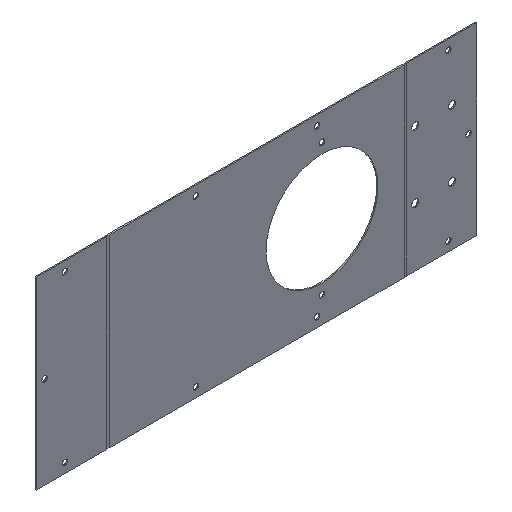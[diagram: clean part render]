
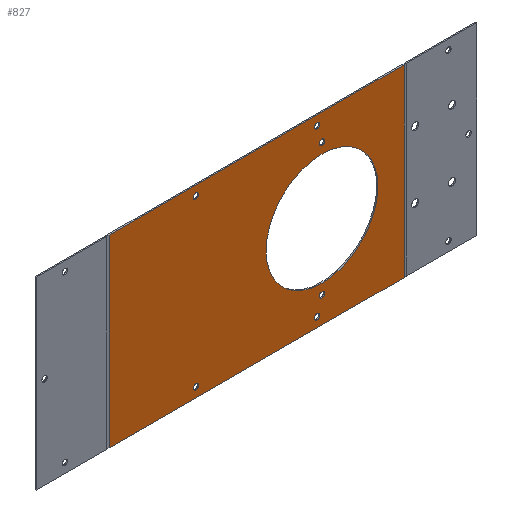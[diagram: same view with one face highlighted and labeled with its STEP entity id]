
A CAD part, isometric view. The second image highlights one B-rep face of the part: STEP entity #827.
In plain terms, the highlighted planar face has unit normal (0, -1, 0).
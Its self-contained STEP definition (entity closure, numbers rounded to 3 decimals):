
#42=FACE_BOUND('',#176,.T.);
#43=FACE_BOUND('',#177,.T.);
#44=FACE_BOUND('',#178,.T.);
#45=FACE_BOUND('',#179,.T.);
#46=FACE_BOUND('',#180,.T.);
#47=FACE_BOUND('',#181,.T.);
#48=FACE_BOUND('',#182,.T.);
#70=PLANE('',#938);
#109=FACE_OUTER_BOUND('',#175,.T.);
#175=EDGE_LOOP('',(#761,#762,#763,#764));
#176=EDGE_LOOP('',(#765));
#177=EDGE_LOOP('',(#766));
#178=EDGE_LOOP('',(#767));
#179=EDGE_LOOP('',(#768));
#180=EDGE_LOOP('',(#769));
#181=EDGE_LOOP('',(#770));
#182=EDGE_LOOP('',(#771));
#219=LINE('',#1363,#280);
#222=LINE('',#1369,#283);
#242=LINE('',#1409,#303);
#243=LINE('',#1411,#304);
#280=VECTOR('',#1133,10.);
#283=VECTOR('',#1138,10.);
#303=VECTOR('',#1178,10.);
#304=VECTOR('',#1181,10.);
#338=CIRCLE('',#892,2.25);
#341=CIRCLE('',#896,2.25);
#344=CIRCLE('',#900,2.25);
#347=CIRCLE('',#904,2.25);
#350=CIRCLE('',#908,2.25);
#353=CIRCLE('',#912,2.25);
#356=CIRCLE('',#916,47.);
#390=VERTEX_POINT('',#1272);
#393=VERTEX_POINT('',#1280);
#396=VERTEX_POINT('',#1288);
#399=VERTEX_POINT('',#1296);
#402=VERTEX_POINT('',#1304);
#405=VERTEX_POINT('',#1312);
#408=VERTEX_POINT('',#1320);
#418=VERTEX_POINT('',#1348);
#419=VERTEX_POINT('',#1352);
#422=VERTEX_POINT('',#1367);
#431=VERTEX_POINT('',#1398);
#477=EDGE_CURVE('',#390,#390,#338,.T.);
#481=EDGE_CURVE('',#393,#393,#341,.T.);
#485=EDGE_CURVE('',#396,#396,#344,.T.);
#489=EDGE_CURVE('',#399,#399,#347,.T.);
#493=EDGE_CURVE('',#402,#402,#350,.T.);
#497=EDGE_CURVE('',#405,#405,#353,.T.);
#501=EDGE_CURVE('',#408,#408,#356,.T.);
#521=EDGE_CURVE('',#418,#419,#219,.T.);
#524=EDGE_CURVE('',#419,#422,#222,.T.);
#544=EDGE_CURVE('',#422,#431,#242,.T.);
#545=EDGE_CURVE('',#431,#418,#243,.T.);
#761=ORIENTED_EDGE('',*,*,#521,.T.);
#762=ORIENTED_EDGE('',*,*,#524,.T.);
#763=ORIENTED_EDGE('',*,*,#544,.T.);
#764=ORIENTED_EDGE('',*,*,#545,.T.);
#765=ORIENTED_EDGE('',*,*,#477,.T.);
#766=ORIENTED_EDGE('',*,*,#481,.T.);
#767=ORIENTED_EDGE('',*,*,#485,.T.);
#768=ORIENTED_EDGE('',*,*,#489,.T.);
#769=ORIENTED_EDGE('',*,*,#493,.T.);
#770=ORIENTED_EDGE('',*,*,#497,.T.);
#771=ORIENTED_EDGE('',*,*,#501,.T.);
#827=ADVANCED_FACE('',(#109,#42,#43,#44,#45,#46,#47,#48),#70,.F.);
#892=AXIS2_PLACEMENT_3D('',#1274,#1040,#1041);
#896=AXIS2_PLACEMENT_3D('',#1282,#1049,#1050);
#900=AXIS2_PLACEMENT_3D('',#1290,#1058,#1059);
#904=AXIS2_PLACEMENT_3D('',#1298,#1067,#1068);
#908=AXIS2_PLACEMENT_3D('',#1306,#1076,#1077);
#912=AXIS2_PLACEMENT_3D('',#1314,#1085,#1086);
#916=AXIS2_PLACEMENT_3D('',#1322,#1094,#1095);
#938=AXIS2_PLACEMENT_3D('',#1412,#1182,#1183);
#1040=DIRECTION('center_axis',(0.,1.,0.));
#1041=DIRECTION('ref_axis',(1.,0.,0.));
#1049=DIRECTION('center_axis',(0.,1.,0.));
#1050=DIRECTION('ref_axis',(1.,0.,0.));
#1058=DIRECTION('center_axis',(0.,1.,0.));
#1059=DIRECTION('ref_axis',(1.,0.,0.));
#1067=DIRECTION('center_axis',(0.,1.,0.));
#1068=DIRECTION('ref_axis',(1.,0.,0.));
#1076=DIRECTION('center_axis',(0.,1.,0.));
#1077=DIRECTION('ref_axis',(1.,0.,0.));
#1085=DIRECTION('center_axis',(0.,1.,0.));
#1086=DIRECTION('ref_axis',(1.,0.,0.));
#1094=DIRECTION('center_axis',(0.,1.,0.));
#1095=DIRECTION('ref_axis',(1.,0.,0.));
#1133=DIRECTION('',(0.,0.,-1.));
#1138=DIRECTION('',(1.,0.,0.));
#1178=DIRECTION('',(0.,0.,1.));
#1181=DIRECTION('',(-1.,0.,0.));
#1182=DIRECTION('center_axis',(0.,1.,0.));
#1183=DIRECTION('ref_axis',(0.,0.,1.));
#1272=CARTESIAN_POINT('',(-179.25,0.,-8.));
#1274=CARTESIAN_POINT('Origin',(-177.,0.,-8.));
#1280=CARTESIAN_POINT('',(-179.25,0.,-147.));
#1282=CARTESIAN_POINT('Origin',(-177.,0.,-147.));
#1288=CARTESIAN_POINT('',(-77.25,0.,-147.));
#1290=CARTESIAN_POINT('Origin',(-75.,0.,-147.));
#1296=CARTESIAN_POINT('',(-77.25,0.,-8.));
#1298=CARTESIAN_POINT('Origin',(-75.,0.,-8.));
#1304=CARTESIAN_POINT('',(-73.25,0.,-133.));
#1306=CARTESIAN_POINT('Origin',(-71.,0.,-133.));
#1312=CARTESIAN_POINT('',(-73.25,0.,-22.));
#1314=CARTESIAN_POINT('Origin',(-71.,0.,-22.));
#1320=CARTESIAN_POINT('',(-118.,0.,-77.5));
#1322=CARTESIAN_POINT('Origin',(-71.,0.,-77.5));
#1348=CARTESIAN_POINT('',(-250.,0.,0.));
#1352=CARTESIAN_POINT('',(-250.,0.,-155.));
#1363=CARTESIAN_POINT('',(-250.,0.,-116.25));
#1367=CARTESIAN_POINT('',(-2.,0.,-155.));
#1369=CARTESIAN_POINT('',(-252.,0.,-155.));
#1398=CARTESIAN_POINT('',(-2.,0.,0.));
#1409=CARTESIAN_POINT('',(-2.,0.,-38.75));
#1411=CARTESIAN_POINT('',(0.,0.,0.));
#1412=CARTESIAN_POINT('Origin',(-126.,0.,-77.5));
